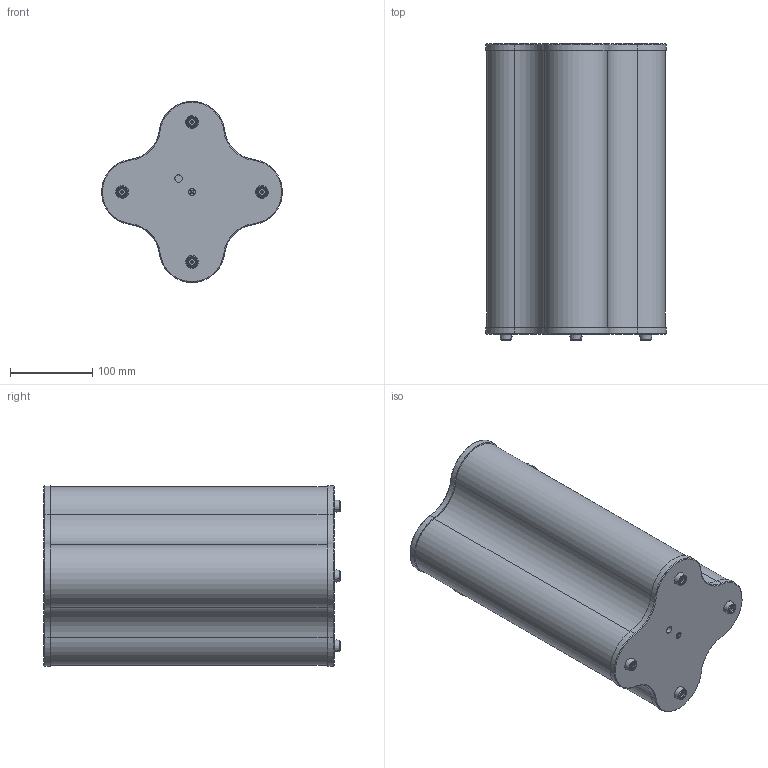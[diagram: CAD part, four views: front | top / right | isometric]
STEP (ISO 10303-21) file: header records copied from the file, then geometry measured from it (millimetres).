
FILE_DESCRIPTION (( 'STEP AP203' ), '1' );
FILE_NAME ('EQ.T035_EQUIS TAULA 22x35mm_FORMA.STEP', '2025-07-08T11:53:05', ( '' ), ( '' ), 'SwSTEP 2.0', 'SolidWorks 2013', '' );
FILE_SCHEMA (( 'CONFIG_CONTROL_DESIGN' ));
Length unit declared in the file: millimetre
Products named in the file (6): MS052_POTES-10089958_Ø15.9x7.1mm; XJ001_Xapa logo inox_10,5x28,5; ME006_EQUIS-TAPA SUPERIOR ALUMINI_220x220; ME005_EQUIS-BASE INFERIOR ALUMINI 220x220; TP473_EQUIS_pantalla 350mm; EQ.T035_EQUIS TAULA 22x35mm_FORMA
Assembly tree (8 placements, depth 2):
  EQ.T035_EQUIS TAULA 22x35mm_FORMA
    ME005_EQUIS-BASE INFERIOR ALUMINI 220x220
    MS052_POTES-10089958_Ø15.9x7.1mm  x4
    TP473_EQUIS_pantalla 350mm
    ME006_EQUIS-TAPA SUPERIOR ALUMINI_220x220
    XJ001_Xapa logo inox_10,5x28,5
Bounding box: 219.71 x 360.1 x 220 mm (x, y, z)
Volume: 1047645.4 mm3; surface area: 605364.7 mm2
Topology: 8 solids, 8 shells, 297 faces, 737 edges, 479 vertices
Faces by surface type: cylinder 111, plane 102, bspline 54, cone 30
Entity records: 8982 total; most frequent: CARTESIAN_POINT 2037, ORIENTED_EDGE 1318, DIRECTION 1262, EDGE_CURVE 659, AXIS2_PLACEMENT_3D 456, VERTEX_POINT 431, LINE 350, VECTOR 350
